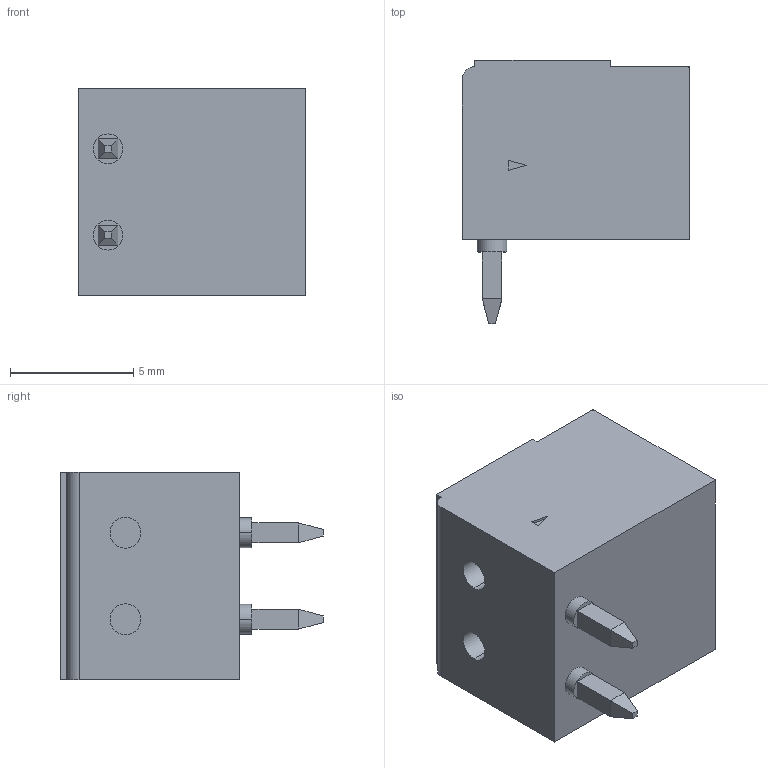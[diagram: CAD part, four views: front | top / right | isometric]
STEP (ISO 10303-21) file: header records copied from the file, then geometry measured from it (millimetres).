
FILE_DESCRIPTION (( 'STEP AP214' ), '1' );
FILE_NAME ('MC 1,5_2-G-3,5.STEP', '2015-07-30T08:31:00', ( 'Alexey' ), ( '' ), 'SwSTEP 2.0', 'SolidWorks 2012', '' );
FILE_SCHEMA (( 'AUTOMOTIVE_DESIGN' ));
Length unit declared in the file: millimetre
Products named in the file (1): MC 1,5_2-G-3,5
Bounding box: 9.2 x 10.65 x 8.4 mm (x, y, z)
Volume: 350.8 mm3; surface area: 779.6 mm2
Topology: 1 solids, 1 shells, 163 faces, 406 edges, 264 vertices
Faces by surface type: plane 119, cylinder 42, cone 2
Entity records: 6637 total; most frequent: CARTESIAN_POINT 846, DIRECTION 816, ORIENTED_EDGE 812, EDGE_CURVE 406, LINE 316, VECTOR 316, VERTEX_POINT 264, AXIS2_PLACEMENT_3D 250
